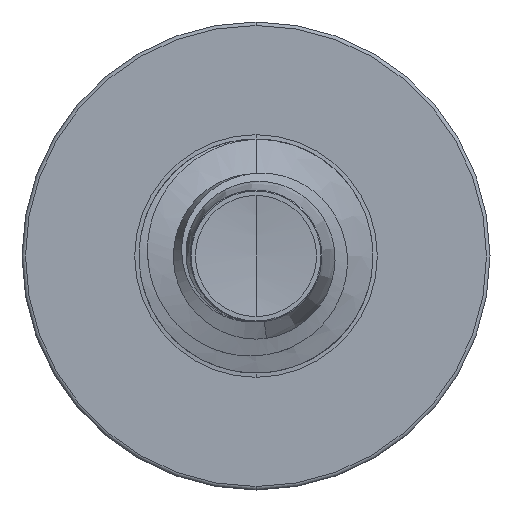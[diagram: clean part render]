
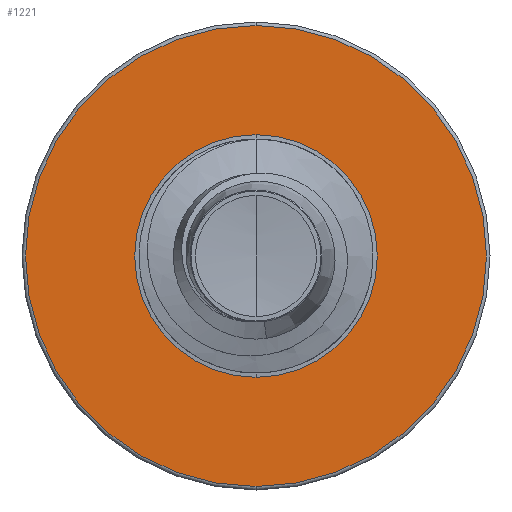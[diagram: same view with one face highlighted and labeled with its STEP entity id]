
A CAD part, front view. The second image highlights one B-rep face of the part: STEP entity #1221.
In plain terms, the highlighted planar face has unit normal (0, -1, 0).
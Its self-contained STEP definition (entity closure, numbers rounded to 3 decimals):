
#102 = AXIS2_PLACEMENT_3D ( 'NONE', #3651, #3636, #3629 ) ;
#388 = AXIS2_PLACEMENT_3D ( 'NONE', #7056, #7051, #7040 ) ;
#983 = CARTESIAN_POINT ( 'NONE',  ( 0., 6., 1.296 ) ) ;
#990 = ORIENTED_EDGE ( 'NONE', *, *, #11655, .F. ) ;
#1221 = ADVANCED_FACE ( 'NONE', ( #3532, #12949 ), #8302, .F. ) ;
#1306 = AXIS2_PLACEMENT_3D ( 'NONE', #2130, #2110, #2094 ) ;
#1371 = VERTEX_POINT ( 'NONE', #8918 ) ;
#1442 = ORIENTED_EDGE ( 'NONE', *, *, #11435, .T. ) ;
#1543 = AXIS2_PLACEMENT_3D ( 'NONE', #8470, #8436, #8424 ) ;
#1962 = CARTESIAN_POINT ( 'NONE',  ( 0., 6., -1.296 ) ) ;
#2094 = DIRECTION ( 'NONE',  ( 0., 0., 1. ) ) ;
#2110 = DIRECTION ( 'NONE',  ( 0., 1., 0. ) ) ;
#2130 = CARTESIAN_POINT ( 'NONE',  ( 0., 6., 0. ) ) ;
#3532 = FACE_OUTER_BOUND ( 'NONE', #9375, .T. ) ;
#3629 = DIRECTION ( 'NONE',  ( 0., 0., 1. ) ) ;
#3636 = DIRECTION ( 'NONE',  ( 0., 1., 0. ) ) ;
#3651 = CARTESIAN_POINT ( 'NONE',  ( 0., 6., 0. ) ) ;
#5327 = CARTESIAN_POINT ( 'NONE',  ( 0., 6., -2.462 ) ) ;
#7007 = VERTEX_POINT ( 'NONE', #983 ) ;
#7040 = DIRECTION ( 'NONE',  ( 0., 0., 1. ) ) ;
#7051 = DIRECTION ( 'NONE',  ( 0., 1., 0. ) ) ;
#7056 = CARTESIAN_POINT ( 'NONE',  ( 0., 6., 0. ) ) ;
#7585 = ORIENTED_EDGE ( 'NONE', *, *, #11772, .F. ) ;
#7925 = VERTEX_POINT ( 'NONE', #5327 ) ;
#8079 = DIRECTION ( 'NONE',  ( 0., 0., 1. ) ) ;
#8157 = CIRCLE ( 'NONE', #102, 2.463 ) ;
#8254 = CARTESIAN_POINT ( 'NONE',  ( 0., 6., -1.296 ) ) ;
#8302 = PLANE ( 'NONE',  #10513 ) ;
#8424 = DIRECTION ( 'NONE',  ( 0., 0., 1. ) ) ;
#8436 = DIRECTION ( 'NONE',  ( 0., 1., 0. ) ) ;
#8470 = CARTESIAN_POINT ( 'NONE',  ( 0., 6., 0. ) ) ;
#8551 = DIRECTION ( 'NONE',  ( 0., 1., 0. ) ) ;
#8918 = CARTESIAN_POINT ( 'NONE',  ( 0., 6., 2.463 ) ) ;
#9190 = EDGE_LOOP ( 'NONE', ( #12198, #1442 ) ) ;
#9375 = EDGE_LOOP ( 'NONE', ( #990, #7585 ) ) ;
#9523 = CIRCLE ( 'NONE', #1306, 1.296 ) ;
#10513 = AXIS2_PLACEMENT_3D ( 'NONE', #8254, #8551, #8079 ) ;
#11435 = EDGE_CURVE ( 'NONE', #12307, #7007, #12010, .T. ) ;
#11654 = CIRCLE ( 'NONE', #1543, 2.463 ) ;
#11655 = EDGE_CURVE ( 'NONE', #1371, #7925, #8157, .T. ) ;
#11772 = EDGE_CURVE ( 'NONE', #7925, #1371, #11654, .T. ) ;
#12010 = CIRCLE ( 'NONE', #388, 1.296 ) ;
#12198 = ORIENTED_EDGE ( 'NONE', *, *, #12281, .T. ) ;
#12281 = EDGE_CURVE ( 'NONE', #7007, #12307, #9523, .T. ) ;
#12307 = VERTEX_POINT ( 'NONE', #1962 ) ;
#12949 = FACE_BOUND ( 'NONE', #9190, .T. ) ;
